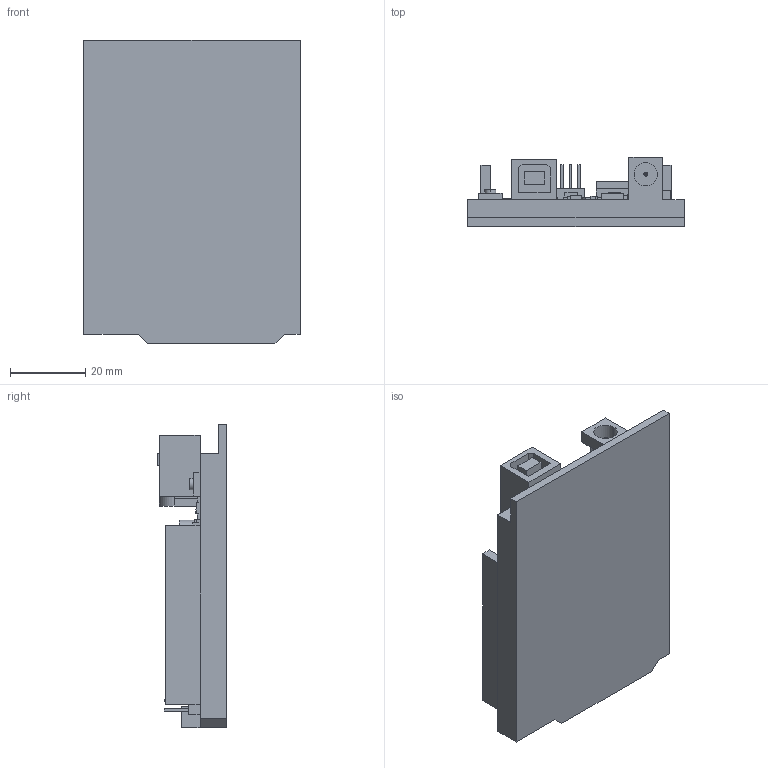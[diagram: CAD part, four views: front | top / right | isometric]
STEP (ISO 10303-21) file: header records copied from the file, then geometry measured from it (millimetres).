
FILE_DESCRIPTION (( 'STEP AP214' ), '1' );
FILE_NAME ('A1.STEP', '2021-05-14T19:47:33', ( '' ), ( '' ), 'SwSTEP 2.0', 'SolidWorks 2020', '' );
FILE_SCHEMA (( 'AUTOMOTIVE_DESIGN' ));
Length unit declared in the file: millimetre
Products named in the file (1): A1
Bounding box: 57.5 x 18.3 x 80.7 mm (x, y, z)
Volume: 35984.3 mm3; surface area: 15623.5 mm2
Topology: 1 solids, 1 shells, 275 faces, 666 edges, 442 vertices
Faces by surface type: plane 260, cylinder 13, torus 2
Entity records: 7916 total; most frequent: CARTESIAN_POINT 1384, ORIENTED_EDGE 1332, DIRECTION 1248, EDGE_CURVE 666, LINE 636, VECTOR 636, VERTEX_POINT 442, EDGE_LOOP 324
